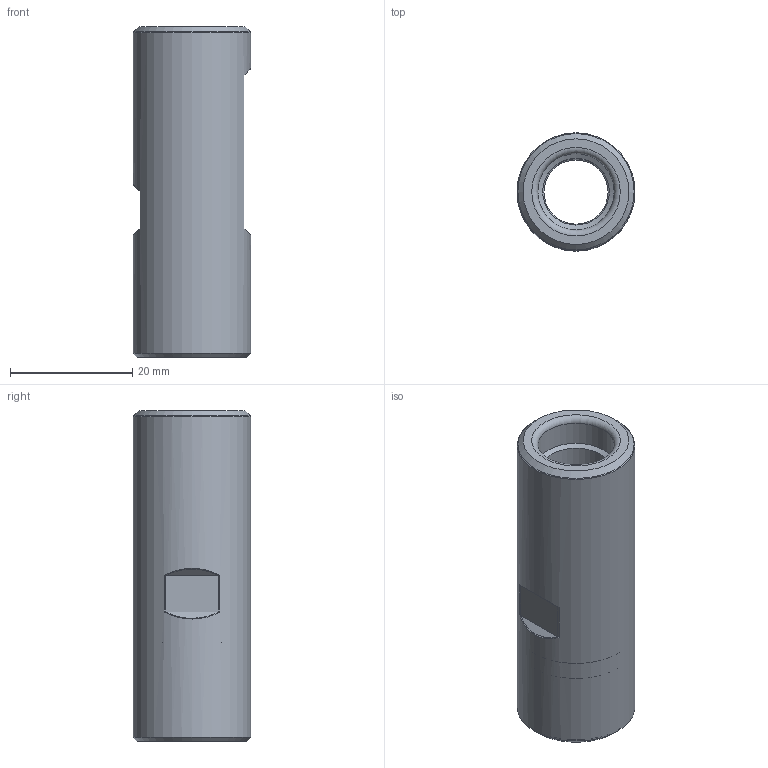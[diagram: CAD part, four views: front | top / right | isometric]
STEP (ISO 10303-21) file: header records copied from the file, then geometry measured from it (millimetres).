
FILE_DESCRIPTION(/* description */ (''),/* implementation_level */ '2;1');
FILE_NAME(/* name */ '261921613.stp',/* time_stamp */ '2021-01-19T15:21:04',/* author */ ('LRA'),/* organization */ ('REGO-FIX'),/* preprocessor_version */ ' Unknown',/* originating_system */ 'SIEMENS PLM Software Solid Edge ST10',/* authorization */ 'Unknown');
FILE_SCHEMA (('AUTOMOTIVE_DESIGN { 1 0 10303 214 2 1 1}'));
Length unit declared in the file: millimetre
Products named in the file (1): NOCUT
Bounding box: 19.3 x 19.3 x 54.2 mm (x, y, z)
Volume: 18593.8 mm3; surface area: 10953.5 mm2
Topology: 2 solids, 2 shells, 43 faces, 90 edges, 54 vertices
Faces by surface type: plane 17, cylinder 12, cone 10, torus 4
Full cylindrical faces by diameter (mm): 10.5 x2, 10.917 x4, 12.5 x2, 19 x2, 19.05 x1, 19.3 x1
Entity records: 1281 total; most frequent: DIRECTION 188, CARTESIAN_POINT 149, ORIENTED_EDGE 110, AXIS2_PLACEMENT_3D 86, EDGE_LOOP 78, FACE_BOUND 78, EDGE_CURVE 55, VERTEX_POINT 47
